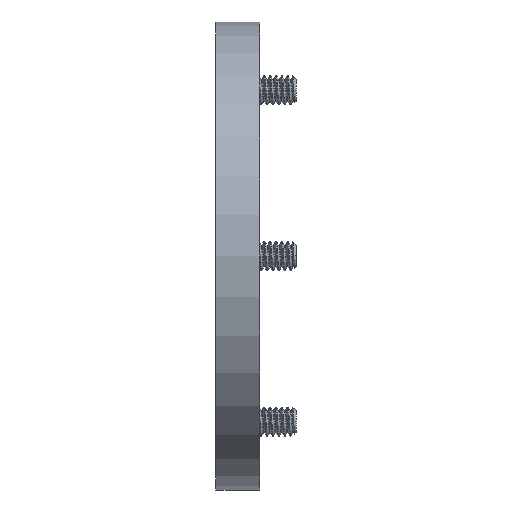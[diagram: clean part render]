
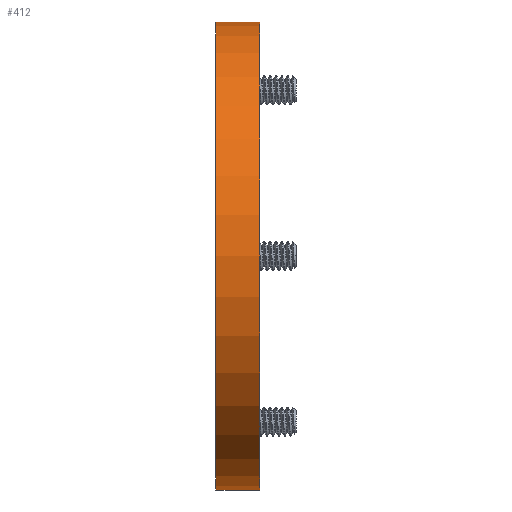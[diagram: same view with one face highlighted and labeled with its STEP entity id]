
A CAD part, left-side view. The second image highlights one B-rep face of the part: STEP entity #412.
In plain terms, the highlighted cylindrical face has radius 15.975 mm (diameter 31.95 mm), a partial arc.
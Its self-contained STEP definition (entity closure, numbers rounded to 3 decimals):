
#412 = ADVANCED_FACE ( 'NONE', ( #12894 ), #10357, .T. ) ;
#499 = EDGE_CURVE ( 'NONE', #8751, #744, #3010, .T. ) ;
#744 = VERTEX_POINT ( 'NONE', #16550 ) ;
#2447 = DIRECTION ( 'NONE',  ( 0., 0., 1. ) ) ;
#2737 = CARTESIAN_POINT ( 'NONE',  ( 0., 3., -15.975 ) ) ;
#3010 = CIRCLE ( 'NONE', #18680, 15.975 ) ;
#3163 = EDGE_CURVE ( 'NONE', #17979, #10854, #9608, .T. ) ;
#3274 = ORIENTED_EDGE ( 'NONE', *, *, #3538, .T. ) ;
#3538 = EDGE_CURVE ( 'NONE', #8751, #17979, #18801, .T. ) ;
#4384 = ORIENTED_EDGE ( 'NONE', *, *, #3163, .T. ) ;
#4767 = CARTESIAN_POINT ( 'NONE',  ( 0., 3., -15.975 ) ) ;
#5046 = DIRECTION ( 'NONE',  ( 0., 0., 1. ) ) ;
#7122 = CARTESIAN_POINT ( 'NONE',  ( 0., 0., -15.975 ) ) ;
#7234 = CARTESIAN_POINT ( 'NONE',  ( 0., 3., 0. ) ) ;
#7268 = EDGE_CURVE ( 'NONE', #744, #10854, #9301, .T. ) ;
#7484 = DIRECTION ( 'NONE',  ( 0., -1., 0. ) ) ;
#8217 = DIRECTION ( 'NONE',  ( 0., -1., 0. ) ) ;
#8222 = VECTOR ( 'NONE', #8217, 1000. ) ;
#8599 = DIRECTION ( 'NONE',  ( 0., 0., -1. ) ) ;
#8751 = VERTEX_POINT ( 'NONE', #2737 ) ;
#8966 = DIRECTION ( 'NONE',  ( 0., 1., 0. ) ) ;
#9034 = DIRECTION ( 'NONE',  ( 0., -1., 0. ) ) ;
#9301 = LINE ( 'NONE', #16292, #14619 ) ;
#9608 = CIRCLE ( 'NONE', #13361, 15.975 ) ;
#9675 = EDGE_LOOP ( 'NONE', ( #13355, #15213, #3274, #4384 ) ) ;
#10357 = CYLINDRICAL_SURFACE ( 'NONE', #16098, 15.975 ) ;
#10854 = VERTEX_POINT ( 'NONE', #18882 ) ;
#11237 = CARTESIAN_POINT ( 'NONE',  ( 0., 0., 0. ) ) ;
#12894 = FACE_OUTER_BOUND ( 'NONE', #9675, .T. ) ;
#13355 = ORIENTED_EDGE ( 'NONE', *, *, #7268, .F. ) ;
#13361 = AXIS2_PLACEMENT_3D ( 'NONE', #11237, #18558, #2447 ) ;
#14619 = VECTOR ( 'NONE', #7484, 1000. ) ;
#15213 = ORIENTED_EDGE ( 'NONE', *, *, #499, .F. ) ;
#16098 = AXIS2_PLACEMENT_3D ( 'NONE', #16362, #9034, #8599 ) ;
#16292 = CARTESIAN_POINT ( 'NONE',  ( 0., 3., 15.975 ) ) ;
#16362 = CARTESIAN_POINT ( 'NONE',  ( 0., 3., 0. ) ) ;
#16550 = CARTESIAN_POINT ( 'NONE',  ( 0., 3., 15.975 ) ) ;
#17979 = VERTEX_POINT ( 'NONE', #7122 ) ;
#18558 = DIRECTION ( 'NONE',  ( 0., 1., 0. ) ) ;
#18680 = AXIS2_PLACEMENT_3D ( 'NONE', #7234, #8966, #5046 ) ;
#18801 = LINE ( 'NONE', #4767, #8222 ) ;
#18882 = CARTESIAN_POINT ( 'NONE',  ( 0., 0., 15.975 ) ) ;
